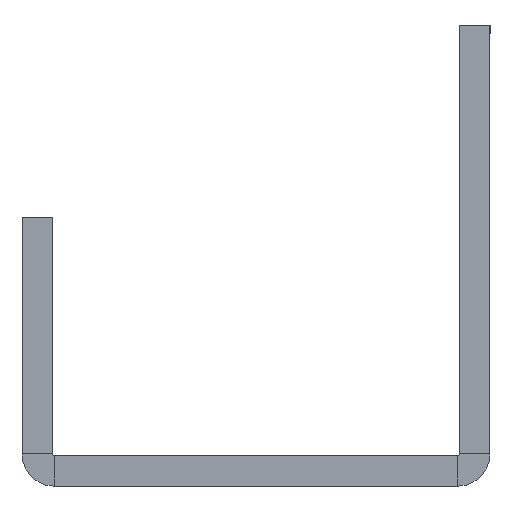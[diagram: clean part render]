
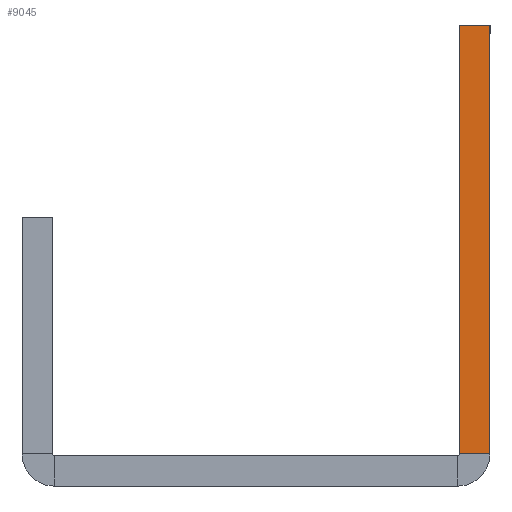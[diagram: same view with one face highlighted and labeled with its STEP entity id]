
A CAD part, left-side view. The second image highlights one B-rep face of the part: STEP entity #9045.
In plain terms, the highlighted planar face has unit normal (-1, 0, 0).
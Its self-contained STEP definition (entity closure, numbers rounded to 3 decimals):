
#1617 = AXIS2_PLACEMENT_3D ( 'NONE', #8719, #8726, #8727 ) ;
#3378 = ORIENTED_EDGE ( 'NONE', *, *, #10286, .T. ) ;
#3379 = ORIENTED_EDGE ( 'NONE', *, *, #10283, .T. ) ;
#3380 = ORIENTED_EDGE ( 'NONE', *, *, #10259, .F. ) ;
#3381 = ORIENTED_EDGE ( 'NONE', *, *, #10279, .T. ) ;
#5453 = LINE ( 'NONE', #6713, #5454 ) ;
#5454 = VECTOR ( 'NONE', #6714, 1000. ) ;
#5480 = VECTOR ( 'NONE', #6760, 1000. ) ;
#5488 = LINE ( 'NONE', #6750, #5480 ) ;
#5491 = LINE ( 'NONE', #6769, #5492 ) ;
#5492 = VECTOR ( 'NONE', #6770, 1000. ) ;
#5501 = LINE ( 'NONE', #6775, #5502 ) ;
#5502 = VECTOR ( 'NONE', #6776, 1000. ) ;
#5900 = VERTEX_POINT ( 'NONE', #8411 ) ;
#5912 = VERTEX_POINT ( 'NONE', #8423 ) ;
#5992 = VERTEX_POINT ( 'NONE', #8503 ) ;
#5998 = VERTEX_POINT ( 'NONE', #8509 ) ;
#6713 = CARTESIAN_POINT ( 'NONE',  ( -722.5, -15.25, 2. ) ) ;
#6714 = DIRECTION ( 'NONE',  ( 0., 0., -1. ) ) ;
#6750 = CARTESIAN_POINT ( 'NONE',  ( -722.5, -13.25, 2.1 ) ) ;
#6760 = DIRECTION ( 'NONE',  ( 0., -1., 0. ) ) ;
#6769 = CARTESIAN_POINT ( 'NONE',  ( -722.5, -15.25, 30. ) ) ;
#6770 = DIRECTION ( 'NONE',  ( 0., 1., 0. ) ) ;
#6775 = CARTESIAN_POINT ( 'NONE',  ( -722.5, -13.25, 2. ) ) ;
#6776 = DIRECTION ( 'NONE',  ( 0., 0., -1. ) ) ;
#7647 = FACE_OUTER_BOUND ( 'NONE', #9627, .T. ) ;
#8411 = CARTESIAN_POINT ( 'NONE',  ( -722.5, -13.25, 30. ) ) ;
#8423 = CARTESIAN_POINT ( 'NONE',  ( -722.5, -15.25, 2.1 ) ) ;
#8503 = CARTESIAN_POINT ( 'NONE',  ( -722.5, -13.25, 2.1 ) ) ;
#8509 = CARTESIAN_POINT ( 'NONE',  ( -722.5, -15.25, 30. ) ) ;
#8719 = CARTESIAN_POINT ( 'NONE',  ( -722.5, -15.25, 2. ) ) ;
#8723 = PLANE ( 'NONE',  #1617 ) ;
#8726 = DIRECTION ( 'NONE',  ( 1., 0., 0. ) ) ;
#8727 = DIRECTION ( 'NONE',  ( 0., 0., -1. ) ) ;
#9045 = ADVANCED_FACE ( 'NONE', ( #7647 ), #8723, .F. ) ;
#9627 = EDGE_LOOP ( 'NONE', ( #3381, #3380, #3379, #3378 ) ) ;
#10259 = EDGE_CURVE ( 'NONE', #5998, #5912, #5453, .T. ) ;
#10279 = EDGE_CURVE ( 'NONE', #5992, #5912, #5488, .T. ) ;
#10283 = EDGE_CURVE ( 'NONE', #5998, #5900, #5491, .T. ) ;
#10286 = EDGE_CURVE ( 'NONE', #5900, #5992, #5501, .T. ) ;
